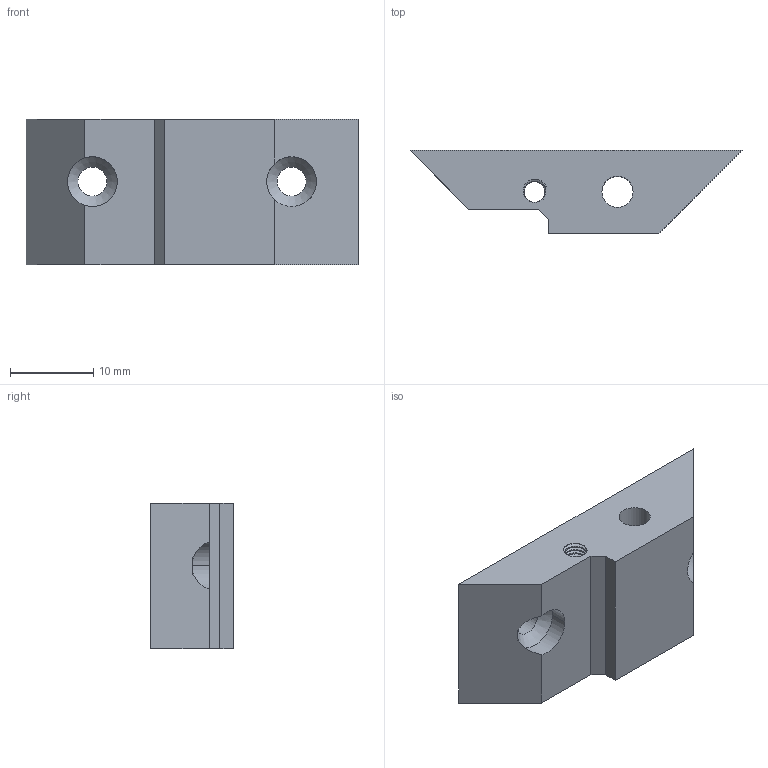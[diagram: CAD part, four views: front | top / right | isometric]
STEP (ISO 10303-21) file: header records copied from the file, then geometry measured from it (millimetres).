
FILE_DESCRIPTION(/* description */ (''),/* implementation_level */ '2;1');
FILE_NAME(/* name */ 'Electronics panel connector C.step',/* time_stamp */ '2024-11-17T17:28:28+01:00',/* author */ (''),/* organization */ (''),/* preprocessor_version */ 'ST-DEVELOPER v20',/* originating_system */ 'Autodesk Translation Framework v13.20.0.188',/* authorisation */ '');
FILE_SCHEMA (('AUTOMOTIVE_DESIGN { 1 0 10303 214 3 1 1 }'));
Length unit declared in the file: millimetre
Products named in the file (1): Panel connector (2)
Bounding box: 40 x 10 x 17.5 mm (x, y, z)
Volume: 4299.2 mm3; surface area: 2667 mm2
Topology: 1 solids, 1 shells, 91 faces, 267 edges, 176 vertices
Faces by surface type: cylinder 78, plane 9, bspline 2, cone 2
Full cylindrical faces by diameter (mm): 2.529 x15, 3.086 x9, 3.5 x2, 3.75 x1, 6 x1
Entity records: 7018 total; most frequent: CARTESIAN_POINT 4826, ORIENTED_EDGE 534, DIRECTION 319, EDGE_CURVE 267, VERTEX_POINT 176, B_SPLINE_CURVE_WITH_KNOTS 148, AXIS2_PLACEMENT_3D 110, LINE 99
